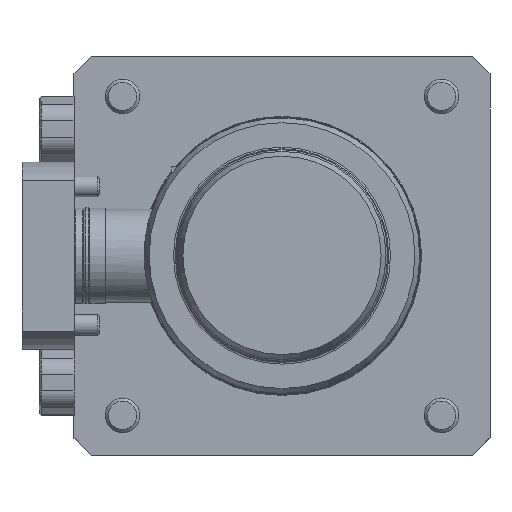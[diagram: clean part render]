
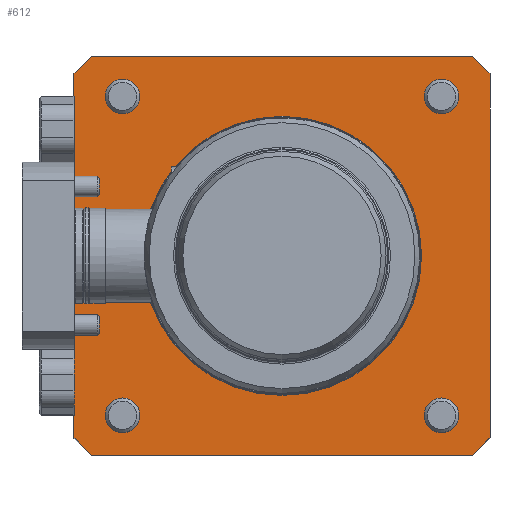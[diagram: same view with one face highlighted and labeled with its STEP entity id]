
A CAD part, top view. The second image highlights one B-rep face of the part: STEP entity #612.
In plain terms, the highlighted planar face has unit normal (0, 0, 1).
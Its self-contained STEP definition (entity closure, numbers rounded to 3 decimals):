
#76=LINE('',#3843,#217);
#77=LINE('',#3846,#218);
#78=LINE('',#3848,#219);
#79=LINE('',#3850,#220);
#80=LINE('',#3852,#221);
#81=LINE('',#3854,#222);
#82=LINE('',#3856,#223);
#83=LINE('',#3858,#224);
#84=LINE('',#3860,#225);
#85=LINE('',#3862,#226);
#86=LINE('',#3864,#227);
#87=LINE('',#3866,#228);
#217=VECTOR('',#2881,1.);
#218=VECTOR('',#2882,1.);
#219=VECTOR('',#2883,1.);
#220=VECTOR('',#2884,1.);
#221=VECTOR('',#2885,1.);
#222=VECTOR('',#2886,1.);
#223=VECTOR('',#2887,1.);
#224=VECTOR('',#2888,1.);
#225=VECTOR('',#2889,1.);
#226=VECTOR('',#2890,1.);
#227=VECTOR('',#2891,1.);
#228=VECTOR('',#2892,1.);
#460=FACE_BOUND('',#974,.T.);
#461=FACE_BOUND('',#975,.T.);
#462=FACE_BOUND('',#976,.T.);
#463=FACE_BOUND('',#977,.T.);
#464=FACE_BOUND('',#978,.T.);
#465=FACE_BOUND('',#979,.T.);
#612=ADVANCED_FACE('',(#460,#461,#462,#463,#464,#465),#747,.F.);
#747=PLANE('',#2472);
#974=EDGE_LOOP('',(#1287));
#975=EDGE_LOOP('',(#1288));
#976=EDGE_LOOP('',(#1289));
#977=EDGE_LOOP('',(#1290,#1291,#1292,#1293,#1294,#1295,#1296,#1297,#1298,
#1299,#1300,#1301));
#978=EDGE_LOOP('',(#1302));
#979=EDGE_LOOP('',(#1303));
#1287=ORIENTED_EDGE('',*,*,#1973,.T.);
#1288=ORIENTED_EDGE('',*,*,#2009,.T.);
#1289=ORIENTED_EDGE('',*,*,#2010,.T.);
#1290=ORIENTED_EDGE('',*,*,#2011,.F.);
#1291=ORIENTED_EDGE('',*,*,#2012,.F.);
#1292=ORIENTED_EDGE('',*,*,#2013,.F.);
#1293=ORIENTED_EDGE('',*,*,#2014,.F.);
#1294=ORIENTED_EDGE('',*,*,#2015,.F.);
#1295=ORIENTED_EDGE('',*,*,#2016,.F.);
#1296=ORIENTED_EDGE('',*,*,#2017,.F.);
#1297=ORIENTED_EDGE('',*,*,#2018,.F.);
#1298=ORIENTED_EDGE('',*,*,#2019,.F.);
#1299=ORIENTED_EDGE('',*,*,#2020,.F.);
#1300=ORIENTED_EDGE('',*,*,#2021,.F.);
#1301=ORIENTED_EDGE('',*,*,#2022,.F.);
#1302=ORIENTED_EDGE('',*,*,#2023,.T.);
#1303=ORIENTED_EDGE('',*,*,#2024,.T.);
#1757=VERTEX_POINT('',#3747);
#1784=VERTEX_POINT('',#3840);
#1785=VERTEX_POINT('',#3842);
#1786=VERTEX_POINT('',#3844);
#1787=VERTEX_POINT('',#3845);
#1788=VERTEX_POINT('',#3847);
#1789=VERTEX_POINT('',#3849);
#1790=VERTEX_POINT('',#3851);
#1791=VERTEX_POINT('',#3853);
#1792=VERTEX_POINT('',#3855);
#1793=VERTEX_POINT('',#3857);
#1794=VERTEX_POINT('',#3859);
#1795=VERTEX_POINT('',#3861);
#1796=VERTEX_POINT('',#3863);
#1797=VERTEX_POINT('',#3865);
#1798=VERTEX_POINT('',#3868);
#1799=VERTEX_POINT('',#3870);
#1973=EDGE_CURVE('',#1757,#1757,#2232,.T.);
#2009=EDGE_CURVE('',#1784,#1784,#2260,.T.);
#2010=EDGE_CURVE('',#1785,#1785,#2261,.T.);
#2011=EDGE_CURVE('',#1786,#1787,#76,.T.);
#2012=EDGE_CURVE('',#1788,#1786,#77,.T.);
#2013=EDGE_CURVE('',#1789,#1788,#78,.T.);
#2014=EDGE_CURVE('',#1790,#1789,#79,.T.);
#2015=EDGE_CURVE('',#1791,#1790,#80,.T.);
#2016=EDGE_CURVE('',#1792,#1791,#81,.T.);
#2017=EDGE_CURVE('',#1793,#1792,#82,.T.);
#2018=EDGE_CURVE('',#1794,#1793,#83,.T.);
#2019=EDGE_CURVE('',#1795,#1794,#84,.T.);
#2020=EDGE_CURVE('',#1796,#1795,#85,.T.);
#2021=EDGE_CURVE('',#1797,#1796,#86,.T.);
#2022=EDGE_CURVE('',#1787,#1797,#87,.T.);
#2023=EDGE_CURVE('',#1798,#1798,#2262,.T.);
#2024=EDGE_CURVE('',#1799,#1799,#2263,.T.);
#2232=CIRCLE('',#2407,40.25);
#2260=CIRCLE('',#2468,5.);
#2261=CIRCLE('',#2469,5.);
#2262=CIRCLE('',#2470,5.);
#2263=CIRCLE('',#2471,5.);
#2407=AXIS2_PLACEMENT_3D('',#3746,#2750,#2751);
#2468=AXIS2_PLACEMENT_3D('',#3839,#2877,#2878);
#2469=AXIS2_PLACEMENT_3D('',#3841,#2879,#2880);
#2470=AXIS2_PLACEMENT_3D('',#3867,#2893,#2894);
#2471=AXIS2_PLACEMENT_3D('',#3869,#2895,#2896);
#2472=AXIS2_PLACEMENT_3D('',#3871,#2897,#2898);
#2750=DIRECTION('',(0.,0.,-1.));
#2751=DIRECTION('',(1.,0.,0.));
#2877=DIRECTION('',(0.,0.,-1.));
#2878=DIRECTION('',(-1.,0.,0.));
#2879=DIRECTION('',(0.,0.,-1.));
#2880=DIRECTION('',(-1.,0.,0.));
#2881=DIRECTION('',(0.707,-0.707,0.));
#2882=DIRECTION('',(1.,0.,0.));
#2883=DIRECTION('',(0.707,0.707,0.));
#2884=DIRECTION('',(0.,1.,0.));
#2885=DIRECTION('',(0.,1.,0.));
#2886=DIRECTION('',(0.,1.,0.));
#2887=DIRECTION('',(0.,1.,0.));
#2888=DIRECTION('',(0.,1.,0.));
#2889=DIRECTION('',(-0.707,0.707,0.));
#2890=DIRECTION('',(-1.,0.,0.));
#2891=DIRECTION('',(-0.707,-0.707,0.));
#2892=DIRECTION('',(0.,-1.,0.));
#2893=DIRECTION('',(0.,0.,-1.));
#2894=DIRECTION('',(-1.,0.,0.));
#2895=DIRECTION('',(0.,0.,-1.));
#2896=DIRECTION('',(-1.,0.,0.));
#2897=DIRECTION('',(0.,0.,-1.));
#2898=DIRECTION('',(-1.,0.,0.));
#3746=CARTESIAN_POINT('',(0.,0.,0.));
#3747=CARTESIAN_POINT('',(40.25,0.,0.));
#3839=CARTESIAN_POINT('',(46.,-46.,0.));
#3840=CARTESIAN_POINT('',(41.,-46.,0.));
#3841=CARTESIAN_POINT('',(46.,46.,0.));
#3842=CARTESIAN_POINT('',(41.,46.,0.));
#3843=CARTESIAN_POINT('',(60.,52.5,0.));
#3844=CARTESIAN_POINT('',(55.,57.5,0.));
#3845=CARTESIAN_POINT('',(60.,52.5,0.));
#3846=CARTESIAN_POINT('',(-55.,57.5,0.));
#3847=CARTESIAN_POINT('',(-55.,57.5,0.));
#3848=CARTESIAN_POINT('',(-60.,52.5,0.));
#3849=CARTESIAN_POINT('',(-60.,52.5,0.));
#3850=CARTESIAN_POINT('',(-60.,-52.5,0.));
#3851=CARTESIAN_POINT('',(-60.,46.,0.));
#3852=CARTESIAN_POINT('',(-60.,-52.5,0.));
#3853=CARTESIAN_POINT('',(-60.,23.135,0.));
#3854=CARTESIAN_POINT('',(-60.,-52.5,0.));
#3855=CARTESIAN_POINT('',(-60.,-23.135,0.));
#3856=CARTESIAN_POINT('',(-60.,-52.5,0.));
#3857=CARTESIAN_POINT('',(-60.,-46.,0.));
#3858=CARTESIAN_POINT('',(-60.,-52.5,0.));
#3859=CARTESIAN_POINT('',(-60.,-52.5,0.));
#3860=CARTESIAN_POINT('',(-60.,-52.5,0.));
#3861=CARTESIAN_POINT('',(-55.,-57.5,0.));
#3862=CARTESIAN_POINT('',(55.,-57.5,0.));
#3863=CARTESIAN_POINT('',(55.,-57.5,0.));
#3864=CARTESIAN_POINT('',(55.,-57.5,0.));
#3865=CARTESIAN_POINT('',(60.,-52.5,0.));
#3866=CARTESIAN_POINT('',(60.,52.5,0.));
#3867=CARTESIAN_POINT('',(-46.,46.,0.));
#3868=CARTESIAN_POINT('',(-51.,46.,0.));
#3869=CARTESIAN_POINT('',(-46.,-46.,0.));
#3870=CARTESIAN_POINT('',(-51.,-46.,0.));
#3871=CARTESIAN_POINT('',(-31.,-50.,0.));
